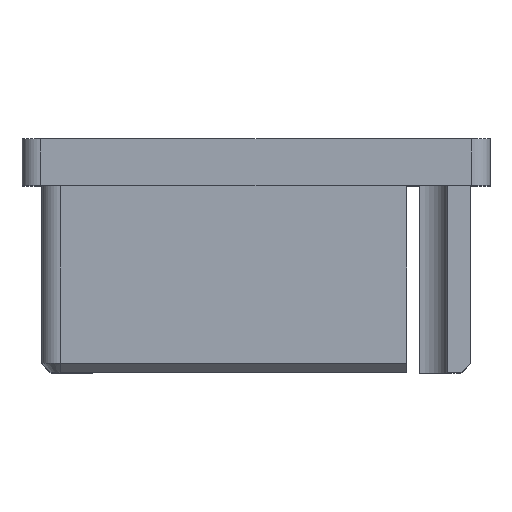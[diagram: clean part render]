
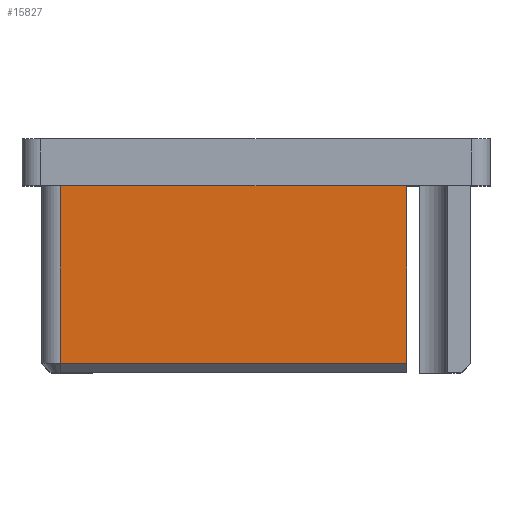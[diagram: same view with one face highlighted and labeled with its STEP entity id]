
A CAD part, top view. The second image highlights one B-rep face of the part: STEP entity #15827.
In plain terms, the highlighted planar face has unit normal (0, 0, 1).
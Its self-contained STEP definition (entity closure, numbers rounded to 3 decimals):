
#1347 = ORIENTED_EDGE ( 'NONE', *, *, #7277, .T. ) ;
#1913 = DIRECTION ( 'NONE',  ( 0., -1., 0. ) ) ;
#4224 = DIRECTION ( 'NONE',  ( 0., 1., 0. ) ) ;
#4318 = CARTESIAN_POINT ( 'NONE',  ( -20.9, -20., 12.9 ) ) ;
#4435 = EDGE_LOOP ( 'NONE', ( #9484, #9747, #8883, #1347 ) ) ;
#4758 = EDGE_CURVE ( 'NONE', #11131, #16703, #13347, .T. ) ;
#5914 = VERTEX_POINT ( 'NONE', #10547 ) ;
#5959 = CARTESIAN_POINT ( 'NONE',  ( 16.1, -19., 12.9 ) ) ;
#6170 = VERTEX_POINT ( 'NONE', #6876 ) ;
#6194 = CARTESIAN_POINT ( 'NONE',  ( 16.1, 0., 12.9 ) ) ;
#6876 = CARTESIAN_POINT ( 'NONE',  ( -20.9, -19., 12.9 ) ) ;
#6994 = DIRECTION ( 'NONE',  ( -1., 0., 0. ) ) ;
#7277 = EDGE_CURVE ( 'NONE', #16703, #5914, #8225, .T. ) ;
#7590 = EDGE_CURVE ( 'NONE', #6170, #11131, #14570, .T. ) ;
#7910 = FACE_OUTER_BOUND ( 'NONE', #4435, .T. ) ;
#8225 = LINE ( 'NONE', #15096, #15439 ) ;
#8593 = PLANE ( 'NONE',  #15875 ) ;
#8639 = VECTOR ( 'NONE', #11747, 1000. ) ;
#8883 = ORIENTED_EDGE ( 'NONE', *, *, #4758, .T. ) ;
#9484 = ORIENTED_EDGE ( 'NONE', *, *, #12397, .T. ) ;
#9747 = ORIENTED_EDGE ( 'NONE', *, *, #7590, .T. ) ;
#10258 = CARTESIAN_POINT ( 'NONE',  ( -22.9, -20., 12.9 ) ) ;
#10547 = CARTESIAN_POINT ( 'NONE',  ( -20.9, 0., 12.9 ) ) ;
#11023 = CARTESIAN_POINT ( 'NONE',  ( 16.1, -20., 12.9 ) ) ;
#11131 = VERTEX_POINT ( 'NONE', #15916 ) ;
#11553 = DIRECTION ( 'NONE',  ( -1., 0., 0. ) ) ;
#11747 = DIRECTION ( 'NONE',  ( 1., 0., 0. ) ) ;
#12397 = EDGE_CURVE ( 'NONE', #5914, #6170, #14055, .T. ) ;
#13347 = LINE ( 'NONE', #11023, #16755 ) ;
#14055 = LINE ( 'NONE', #4318, #16822 ) ;
#14570 = LINE ( 'NONE', #5959, #8639 ) ;
#15096 = CARTESIAN_POINT ( 'NONE',  ( -22.9, 0., 12.9 ) ) ;
#15439 = VECTOR ( 'NONE', #6994, 1000. ) ;
#15774 = DIRECTION ( 'NONE',  ( 0., 0., -1. ) ) ;
#15827 = ADVANCED_FACE ( 'NONE', ( #7910 ), #8593, .F. ) ;
#15875 = AXIS2_PLACEMENT_3D ( 'NONE', #10258, #15774, #11553 ) ;
#15916 = CARTESIAN_POINT ( 'NONE',  ( 16.1, -19., 12.9 ) ) ;
#16703 = VERTEX_POINT ( 'NONE', #6194 ) ;
#16755 = VECTOR ( 'NONE', #4224, 1000. ) ;
#16822 = VECTOR ( 'NONE', #1913, 1000. ) ;
